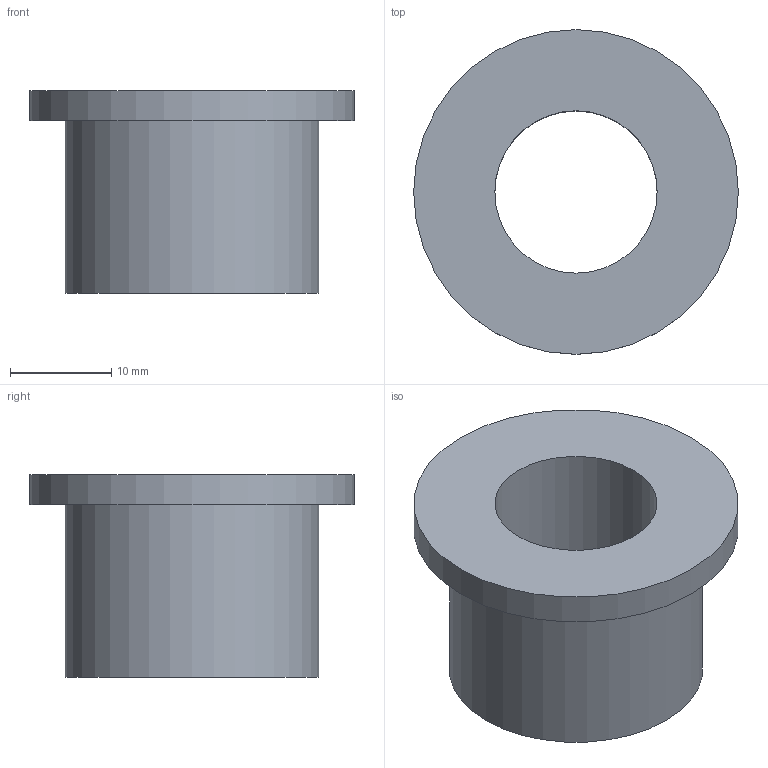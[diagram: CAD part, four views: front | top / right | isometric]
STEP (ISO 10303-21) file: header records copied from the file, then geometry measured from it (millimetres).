
FILE_DESCRIPTION(('Open CASCADE Model'),'2;1');
FILE_NAME('Open CASCADE Shape Model','2026-02-28T16:40:59',('Author'),( 'Open CASCADE'),'Open CASCADE STEP processor 7.8','Open CASCADE 7.8' ,'Unknown');
FILE_SCHEMA(('AUTOMOTIVE_DESIGN { 1 0 10303 214 1 1 1 1 }'));
Length unit declared in the file: millimetre
Products named in the file (1): Open CASCADE STEP translator 7.8 9
Bounding box: 32 x 32 x 20 mm (x, y, z)
Volume: 6736.4 mm3; surface area: 3848.5 mm2
Topology: 1 solids, 1 shells, 6 faces, 9 edges, 6 vertices
Faces by surface type: plane 3, cylinder 3
Full cylindrical faces by diameter (mm): 16 x1, 25 x1, 32 x1
Entity records: 270 total; most frequent: DIRECTION 47, CARTESIAN_POINT 40, ORIENTED_EDGE 18, PCURVE 18, DEFINITIONAL_REPRESENTATION 18, LINE 15, VECTOR 15, AXIS2_PLACEMENT_3D 13
